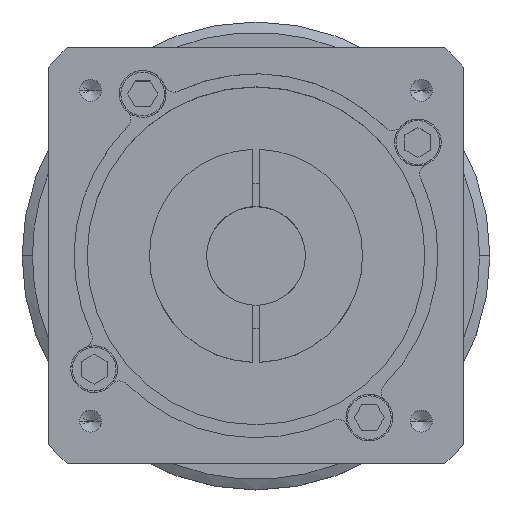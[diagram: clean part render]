
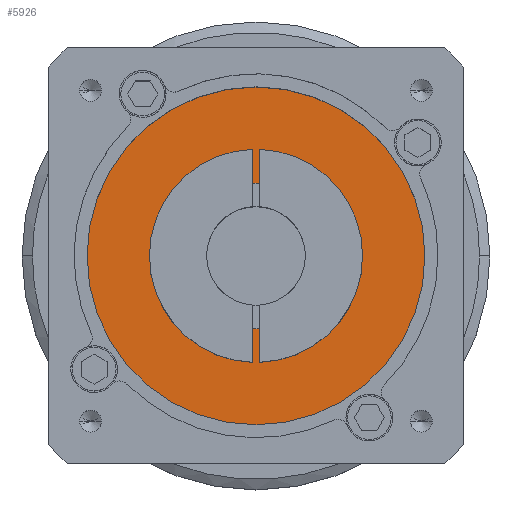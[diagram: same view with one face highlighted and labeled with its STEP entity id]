
A CAD part, top view. The second image highlights one B-rep face of the part: STEP entity #5926.
In plain terms, the highlighted planar face has unit normal (0, 0, 1).
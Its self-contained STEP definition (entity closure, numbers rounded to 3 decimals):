
#10 = DIRECTION ( 'NONE',  ( 0., 0., 1. ) ) ;
#374 = CIRCLE ( 'NONE', #4419, 14. ) ;
#399 = CARTESIAN_POINT ( 'NONE',  ( 0., 0., 83.5 ) ) ;
#411 = FACE_OUTER_BOUND ( 'NONE', #3360, .T. ) ;
#445 = CIRCLE ( 'NONE', #1518, 14. ) ;
#446 = CARTESIAN_POINT ( 'NONE',  ( 0., 0., 83.5 ) ) ;
#587 = CARTESIAN_POINT ( 'NONE',  ( 0., 0., 83.5 ) ) ;
#928 = DIRECTION ( 'NONE',  ( 1., 0., 0. ) ) ;
#1463 = PLANE ( 'NONE',  #1716 ) ;
#1491 = DIRECTION ( 'NONE',  ( 0., 0., 1. ) ) ;
#1518 = AXIS2_PLACEMENT_3D ( 'NONE', #3161, #10, #3688 ) ;
#1539 = EDGE_CURVE ( 'NONE', #2831, #4864, #445, .T. ) ;
#1670 = ORIENTED_EDGE ( 'NONE', *, *, #4171, .F. ) ;
#1716 = AXIS2_PLACEMENT_3D ( 'NONE', #446, #1491, #5174 ) ;
#1810 = FACE_BOUND ( 'NONE', #5179, .T. ) ;
#1958 = VERTEX_POINT ( 'NONE', #5806 ) ;
#2100 = CIRCLE ( 'NONE', #6749, 32.5 ) ;
#2235 = EDGE_CURVE ( 'NONE', #1958, #3481, #2983, .T. ) ;
#2260 = DIRECTION ( 'NONE',  ( 0., 0., 1. ) ) ;
#2352 = DIRECTION ( 'NONE',  ( 1., 0., 0. ) ) ;
#2366 = EDGE_CURVE ( 'NONE', #3481, #1958, #2100, .T. ) ;
#2549 = AXIS2_PLACEMENT_3D ( 'NONE', #587, #2260, #2352 ) ;
#2831 = VERTEX_POINT ( 'NONE', #6668 ) ;
#2983 = CIRCLE ( 'NONE', #2549, 32.5 ) ;
#3138 = CARTESIAN_POINT ( 'NONE',  ( -14., 0., 83.5 ) ) ;
#3161 = CARTESIAN_POINT ( 'NONE',  ( 0., 0., 83.5 ) ) ;
#3360 = EDGE_LOOP ( 'NONE', ( #5300, #5751 ) ) ;
#3481 = VERTEX_POINT ( 'NONE', #4200 ) ;
#3568 = DIRECTION ( 'NONE',  ( 1., 0., 0. ) ) ;
#3688 = DIRECTION ( 'NONE',  ( 1., 0., 0. ) ) ;
#4059 = DIRECTION ( 'NONE',  ( 0., 0., 1. ) ) ;
#4171 = EDGE_CURVE ( 'NONE', #4864, #2831, #374, .T. ) ;
#4200 = CARTESIAN_POINT ( 'NONE',  ( -32.5, 0., 83.5 ) ) ;
#4419 = AXIS2_PLACEMENT_3D ( 'NONE', #399, #4059, #928 ) ;
#4645 = ORIENTED_EDGE ( 'NONE', *, *, #1539, .F. ) ;
#4864 = VERTEX_POINT ( 'NONE', #3138 ) ;
#5174 = DIRECTION ( 'NONE',  ( 1., 0., 0. ) ) ;
#5179 = EDGE_LOOP ( 'NONE', ( #1670, #4645 ) ) ;
#5300 = ORIENTED_EDGE ( 'NONE', *, *, #2235, .T. ) ;
#5751 = ORIENTED_EDGE ( 'NONE', *, *, #2366, .T. ) ;
#5806 = CARTESIAN_POINT ( 'NONE',  ( 32.5, 0., 83.5 ) ) ;
#5926 = ADVANCED_FACE ( 'NONE', ( #411, #1810 ), #1463, .T. ) ;
#6520 = CARTESIAN_POINT ( 'NONE',  ( 0., 0., 83.5 ) ) ;
#6668 = CARTESIAN_POINT ( 'NONE',  ( 14., 0., 83.5 ) ) ;
#6734 = DIRECTION ( 'NONE',  ( 0., 0., 1. ) ) ;
#6749 = AXIS2_PLACEMENT_3D ( 'NONE', #6520, #6734, #3568 ) ;
